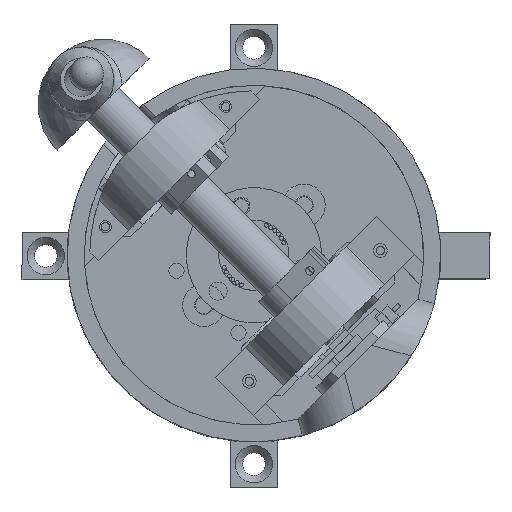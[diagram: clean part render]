
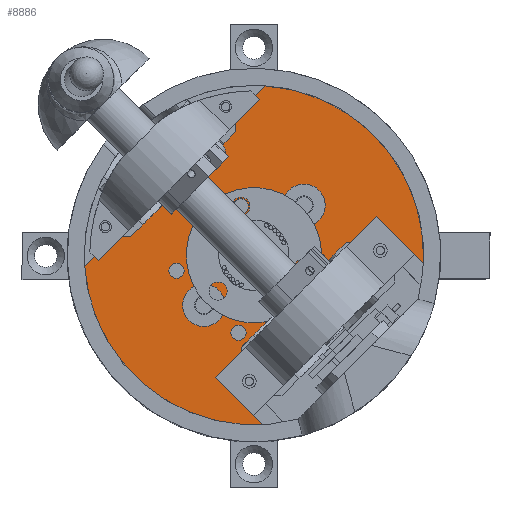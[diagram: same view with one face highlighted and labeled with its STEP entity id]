
A CAD part, top view. The second image highlights one B-rep face of the part: STEP entity #8886.
In plain terms, the highlighted planar face has unit normal (0, 0, 1).
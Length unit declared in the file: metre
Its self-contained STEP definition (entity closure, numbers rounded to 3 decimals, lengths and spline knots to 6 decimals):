
#281=LINE('',#14556,#953);
#304=LINE('',#14756,#976);
#312=LINE('',#14799,#984);
#314=LINE('',#14802,#986);
#325=LINE('',#14829,#997);
#953=VECTOR('',#11262,1.);
#976=VECTOR('',#11425,1.);
#984=VECTOR('',#11481,1.);
#986=VECTOR('',#11485,1.);
#997=VECTOR('',#11520,1.);
#1765=PLANE('',#9839);
#2927=ORIENTED_EDGE('',*,*,#4745,.F.);
#2928=ORIENTED_EDGE('',*,*,#4749,.F.);
#2929=ORIENTED_EDGE('',*,*,#4751,.F.);
#2930=ORIENTED_EDGE('',*,*,#4747,.F.);
#2931=ORIENTED_EDGE('',*,*,#4802,.T.);
#2932=ORIENTED_EDGE('',*,*,#4703,.T.);
#2933=ORIENTED_EDGE('',*,*,#4793,.T.);
#2934=ORIENTED_EDGE('',*,*,#4682,.T.);
#2935=ORIENTED_EDGE('',*,*,#4754,.F.);
#2936=ORIENTED_EDGE('',*,*,#4669,.T.);
#2937=ORIENTED_EDGE('',*,*,#4795,.T.);
#2938=ORIENTED_EDGE('',*,*,#4810,.F.);
#2939=ORIENTED_EDGE('',*,*,#4803,.T.);
#2940=ORIENTED_EDGE('',*,*,#4771,.F.);
#2941=ORIENTED_EDGE('',*,*,#4638,.F.);
#2942=ORIENTED_EDGE('',*,*,#4636,.F.);
#2943=ORIENTED_EDGE('',*,*,#4634,.F.);
#2944=ORIENTED_EDGE('',*,*,#4632,.F.);
#4632=EDGE_CURVE('',#5726,#5726,#6443,.T.);
#4634=EDGE_CURVE('',#5728,#5728,#6445,.T.);
#4636=EDGE_CURVE('',#5730,#5730,#6447,.T.);
#4638=EDGE_CURVE('',#5732,#5732,#6449,.T.);
#4669=EDGE_CURVE('',#5761,#5762,#6460,.T.);
#4682=EDGE_CURVE('',#5771,#5772,#6461,.T.);
#4703=EDGE_CURVE('',#5790,#5789,#281,.T.);
#4745=EDGE_CURVE('',#5823,#5823,#6483,.T.);
#4747=EDGE_CURVE('',#5825,#5825,#6485,.T.);
#4749=EDGE_CURVE('',#5827,#5827,#6487,.T.);
#4751=EDGE_CURVE('',#5829,#5829,#6489,.T.);
#4754=EDGE_CURVE('',#5761,#5772,#6491,.T.);
#4771=EDGE_CURVE('',#5843,#5844,#304,.T.);
#4793=EDGE_CURVE('',#5789,#5771,#312,.T.);
#4795=EDGE_CURVE('',#5762,#5855,#314,.T.);
#4802=EDGE_CURVE('',#5843,#5790,#6520,.T.);
#4803=EDGE_CURVE('',#5857,#5844,#6521,.T.);
#4810=EDGE_CURVE('',#5857,#5855,#325,.T.);
#5726=VERTEX_POINT('',#14307);
#5728=VERTEX_POINT('',#14312);
#5730=VERTEX_POINT('',#14317);
#5732=VERTEX_POINT('',#14322);
#5761=VERTEX_POINT('',#14441);
#5762=VERTEX_POINT('',#14442);
#5771=VERTEX_POINT('',#14509);
#5772=VERTEX_POINT('',#14511);
#5789=VERTEX_POINT('',#14555);
#5790=VERTEX_POINT('',#14557);
#5823=VERTEX_POINT('',#14686);
#5825=VERTEX_POINT('',#14691);
#5827=VERTEX_POINT('',#14696);
#5829=VERTEX_POINT('',#14701);
#5843=VERTEX_POINT('',#14755);
#5844=VERTEX_POINT('',#14757);
#5855=VERTEX_POINT('',#14803);
#5857=VERTEX_POINT('',#14818);
#6443=CIRCLE('',#9680,0.00135);
#6445=CIRCLE('',#9683,0.00135);
#6447=CIRCLE('',#9686,0.00135);
#6449=CIRCLE('',#9689,0.00135);
#6460=CIRCLE('',#9713,0.003);
#6461=CIRCLE('',#9715,0.003);
#6483=CIRCLE('',#9760,0.0066);
#6485=CIRCLE('',#9763,0.00375);
#6487=CIRCLE('',#9766,0.00375);
#6489=CIRCLE('',#9769,0.00375);
#6491=CIRCLE('',#9772,0.00375);
#6520=CIRCLE('',#9831,0.03);
#6521=CIRCLE('',#9832,0.03);
#7127=EDGE_LOOP('',(#2927));
#7128=EDGE_LOOP('',(#2928));
#7129=EDGE_LOOP('',(#2929));
#7130=EDGE_LOOP('',(#2930));
#7131=EDGE_LOOP('',(#2931,#2932,#2933,#2934,#2935,#2936,#2937,#2938,#2939,
#2940));
#7132=EDGE_LOOP('',(#2941));
#7133=EDGE_LOOP('',(#2942));
#7134=EDGE_LOOP('',(#2943));
#7135=EDGE_LOOP('',(#2944));
#7981=FACE_BOUND('',#7127,.T.);
#7982=FACE_BOUND('',#7128,.T.);
#7983=FACE_BOUND('',#7129,.T.);
#7984=FACE_BOUND('',#7130,.T.);
#7985=FACE_BOUND('',#7131,.T.);
#7986=FACE_BOUND('',#7132,.T.);
#7987=FACE_BOUND('',#7133,.T.);
#7988=FACE_BOUND('',#7134,.T.);
#7989=FACE_BOUND('',#7135,.T.);
#8886=ADVANCED_FACE('',(#7981,#7982,#7983,#7984,#7985,#7986,#7987,#7988,
#7989),#1765,.T.);
#9680=AXIS2_PLACEMENT_3D('',#14306,#11133,#11134);
#9683=AXIS2_PLACEMENT_3D('',#14311,#11139,#11140);
#9686=AXIS2_PLACEMENT_3D('',#14316,#11145,#11146);
#9689=AXIS2_PLACEMENT_3D('',#14321,#11151,#11152);
#9713=AXIS2_PLACEMENT_3D('',#14440,#11211,#11212);
#9715=AXIS2_PLACEMENT_3D('',#14512,#11219,#11220);
#9760=AXIS2_PLACEMENT_3D('',#14685,#11341,#11342);
#9763=AXIS2_PLACEMENT_3D('',#14690,#11347,#11348);
#9766=AXIS2_PLACEMENT_3D('',#14695,#11353,#11354);
#9769=AXIS2_PLACEMENT_3D('',#14700,#11359,#11360);
#9772=AXIS2_PLACEMENT_3D('',#14712,#11365,#11366);
#9831=AXIS2_PLACEMENT_3D('',#14816,#11502,#11503);
#9832=AXIS2_PLACEMENT_3D('',#14817,#11504,#11505);
#9839=AXIS2_PLACEMENT_3D('',#14833,#11525,#11526);
#11133=DIRECTION('',(0.,0.,1.));
#11134=DIRECTION('',(0.,-1.,0.));
#11139=DIRECTION('',(0.,0.,1.));
#11140=DIRECTION('',(0.,-1.,0.));
#11145=DIRECTION('',(0.,0.,1.));
#11146=DIRECTION('',(0.,-1.,0.));
#11151=DIRECTION('',(0.,0.,1.));
#11152=DIRECTION('',(0.,-1.,0.));
#11211=DIRECTION('',(0.,0.,-1.));
#11212=DIRECTION('',(1.,0.,0.));
#11219=DIRECTION('',(0.,0.,-1.));
#11220=DIRECTION('',(1.,0.,0.));
#11262=DIRECTION('',(0.,1.,0.));
#11341=DIRECTION('',(0.,0.,1.));
#11342=DIRECTION('',(1.,0.,0.));
#11347=DIRECTION('',(0.,0.,1.));
#11348=DIRECTION('',(1.,0.,0.));
#11353=DIRECTION('',(0.,0.,1.));
#11354=DIRECTION('',(1.,0.,0.));
#11359=DIRECTION('',(0.,0.,1.));
#11360=DIRECTION('',(1.,0.,0.));
#11365=DIRECTION('',(0.,0.,1.));
#11366=DIRECTION('',(1.,0.,0.));
#11425=DIRECTION('',(1.,0.,0.));
#11481=DIRECTION('',(1.,0.,0.));
#11485=DIRECTION('',(1.,0.,0.));
#11502=DIRECTION('',(0.,0.,1.));
#11503=DIRECTION('',(1.,0.,0.));
#11504=DIRECTION('',(0.,0.,1.));
#11505=DIRECTION('',(1.,0.,0.));
#11520=DIRECTION('',(0.,1.,0.));
#11525=DIRECTION('',(0.,0.,1.));
#11526=DIRECTION('',(1.,0.,0.));
#14306=CARTESIAN_POINT('',(0.004475,-0.007751,0.0078));
#14307=CARTESIAN_POINT('',(0.004475,-0.009101,0.0078));
#14311=CARTESIAN_POINT('',(-0.011599,0.007751,0.0078));
#14312=CARTESIAN_POINT('',(-0.011599,0.006401,0.0078));
#14316=CARTESIAN_POINT('',(-0.011599,-0.007751,0.0078));
#14317=CARTESIAN_POINT('',(-0.011599,-0.009101,0.0078));
#14321=CARTESIAN_POINT('',(0.004475,0.007751,0.0078));
#14322=CARTESIAN_POINT('',(0.004475,0.006401,0.0078));
#14440=CARTESIAN_POINT('',(0.006459,-0.01446,0.0078));
#14441=CARTESIAN_POINT('',(0.003588,-0.013589,0.0078));
#14442=CARTESIAN_POINT('',(0.006459,-0.01146,0.0078));
#14509=CARTESIAN_POINT('',(-0.006459,-0.01146,0.0078));
#14511=CARTESIAN_POINT('',(-0.003588,-0.013589,0.0078));
#14512=CARTESIAN_POINT('',(-0.006459,-0.01446,0.0078));
#14555=CARTESIAN_POINT('',(-0.020121,-0.01146,0.0078));
#14556=CARTESIAN_POINT('',(-0.020121,-0.01896,0.0078));
#14557=CARTESIAN_POINT('',(-0.020121,-0.022252,0.0078));
#14685=CARTESIAN_POINT('',(0.,0.,0.0078));
#14686=CARTESIAN_POINT('',(0.0066,0.,0.0078));
#14690=CARTESIAN_POINT('',(-0.0125,0.,0.0078));
#14691=CARTESIAN_POINT('',(-0.00875,0.,0.0078));
#14695=CARTESIAN_POINT('',(0.0125,0.,0.0078));
#14696=CARTESIAN_POINT('',(0.01625,0.,0.0078));
#14700=CARTESIAN_POINT('',(0.,0.0125,0.0078));
#14701=CARTESIAN_POINT('',(0.00375,0.0125,0.0078));
#14712=CARTESIAN_POINT('',(0.,-0.0125,0.0078));
#14755=CARTESIAN_POINT('',(-0.022618,0.019709,0.0078));
#14756=CARTESIAN_POINT('',(-0.020121,0.019709,0.0078));
#14757=CARTESIAN_POINT('',(0.022618,0.019709,0.0078));
#14799=CARTESIAN_POINT('',(-0.020121,-0.01146,0.0078));
#14802=CARTESIAN_POINT('',(-0.020121,-0.01146,0.0078));
#14803=CARTESIAN_POINT('',(0.020121,-0.01146,0.0078));
#14816=CARTESIAN_POINT('',(0.,0.,0.0078));
#14817=CARTESIAN_POINT('',(0.,0.,0.0078));
#14818=CARTESIAN_POINT('',(0.020121,-0.022252,0.0078));
#14829=CARTESIAN_POINT('',(0.020121,-0.01896,0.0078));
#14833=CARTESIAN_POINT('',(0.00625,0.,0.0078));
